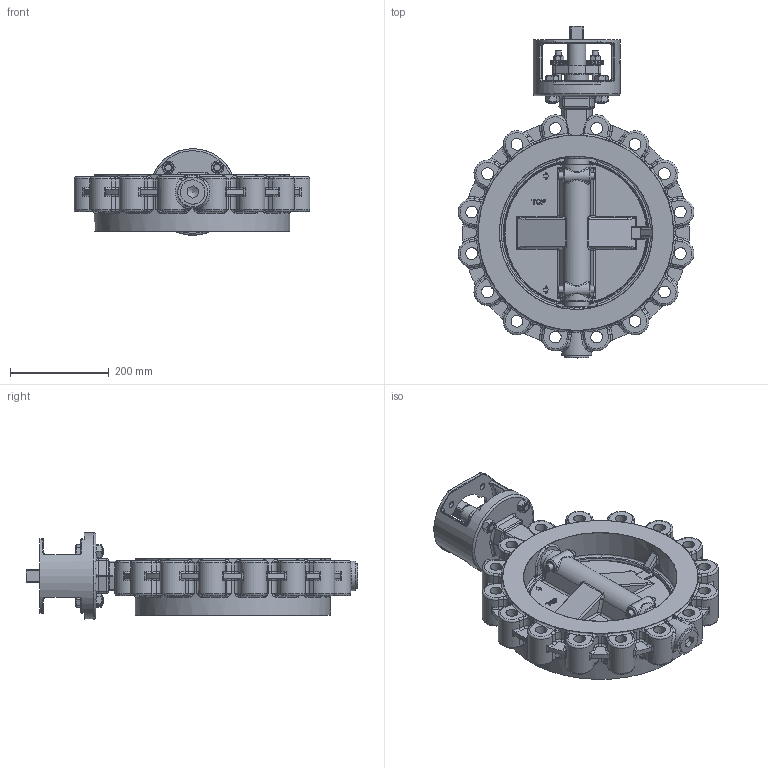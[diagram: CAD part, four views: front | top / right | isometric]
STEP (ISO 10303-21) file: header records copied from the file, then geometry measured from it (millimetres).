
FILE_DESCRIPTION(/* description */ (''),/* implementation_level */ '2;1');
FILE_NAME(/* name */ 'HP114-SEG-K3 DN300.stp',/* time_stamp */ '2018-11-26T07:51:27+01:00',/* author */ ('hellwig'),/* organization */ (''),/* preprocessor_version */ 'ST-DEVELOPER v16.5',/* originating_system */ 'Autodesk Inventor 2017',/* authorisation */ '');
FILE_SCHEMA (('CONFIG_CONTROL_DESIGN'));
Products named in the file (1): M55350
Bounding box: 476.72 x 671 x 175 mm (x, y, z)
Volume: 11099341.4 mm3; surface area: 1310302.7 mm2
Topology: 13 solids, 19 shells, 2355 faces, 5785 edges, 3467 vertices
Faces by surface type: cylinder 722, plane 696, torus 389, bspline 338, cone 170, sphere 40
Full cylindrical faces by diameter (mm): 10 x32, 10.106 x2, 12 x4, 12.3 x12, 13 x6, 14 x2, 14.2 x2, 14.917 x4, 16 x8, 17.5 x4, 18 x4, 22 x4, 23.752 x16, 34 x12, 35.3 x1, 36 x2, 36.05 x4, 36.2 x4, 36.3 x1, 38 x1, 39 x1, 39.2 x1, 39.3 x2, 39.35 x2, 40.376 x2, 42 x1, 47.8 x1, 47.9 x1, 48 x2, 48.5 x2
Entity records: 80197 total; most frequent: CARTESIAN_POINT 26310, DIRECTION 10634, ORIENTED_EDGE 10486, EDGE_CURVE 5231, AXIS2_PLACEMENT_3D 4430, VERTEX_POINT 3340, EDGE_LOOP 2907, FACE_OUTER_BOUND 2355
